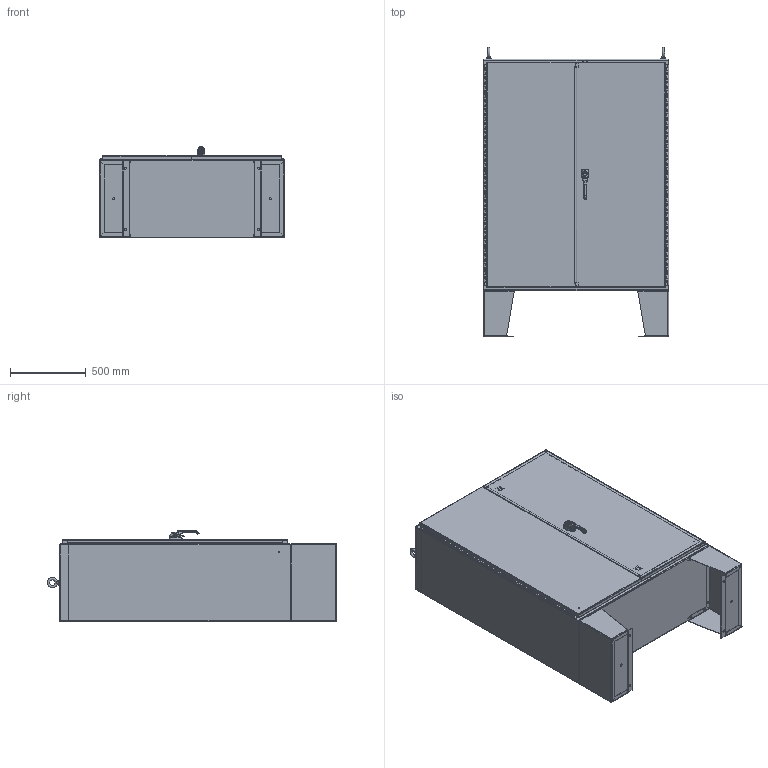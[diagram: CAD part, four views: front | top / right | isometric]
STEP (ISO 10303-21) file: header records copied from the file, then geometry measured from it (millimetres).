
FILE_DESCRIPTION(/* description */ (''),/* implementation_level */ '2;1');
FILE_NAME(/* name */ 'N12604820.stp',/* time_stamp */ '2016-05-30T19:09:39+06:00',/* author */ ('schinnathambi'),/* organization */ (''),/* preprocessor_version */ 'ST-DEVELOPER v16.1',/* originating_system */ 'Autodesk Inventor 2016',/* authorisation */ '');
FILE_SCHEMA (('AUTOMOTIVE_DESIGN { 1 0 10303 214 3 1 1 }'));
Products named in the file (47): HFW3878; 38846; 349132; 3062; 316298; HFW3025; 38625; 38627; N124820BTM; N124820TOP; N12604820BLR; N126048FIP; HFW3121; HFW31233; HFW369101; N1260STRIPGSKT; HFW3524; N1260DPK; N126048LDR; N126048SDR; 3889; HSSN1300W56T; HSSN1300W56L; HSSN1300W56P; HSSN1300W56; HSSN1300W56_1; FK1220LG; FK20B; FK1220; 1091-903_AF0_1; 1091-903_AF0_2; 1091-903_AF0; PLASTIC-ROLLER-CAM_AF1; 7379-M6-8X25_AF0; LOCK-NUT_AF0; PLASTIC-ROLLER-CAM_AF0_ASM; SUPPORT-ROLL_AF0; 1091-BR11_AF0; HFW31712; 37026 ...
Assembly tree (79 placements, depth 5):
  N12604820
    HFW3878  x2
    38846  x4
    349132  x2
    3062  x2
    316298  x2
    HFW3025  x2
    38625  x2
    38627
    N124820BTM
    N124820TOP
    N12604820BLR
    N126048FIP
    HFW3121  x2
    HFW31233  x2
    HFW369101  x4
    N1260STRIPGSKT
    HFW3524  x2
    N1260DPK
    N126048LDR
    N126048SDR
    3889  x8
    HSSN1300W56
      HSSN1300W56T
      HSSN1300W56L
      HSSN1300W56P
    HSSN1300W56_1
      HSSN1300W56T
      HSSN1300W56L
      HSSN1300W56P
    FK1220  x2
      FK1220LG
      FK20B
    LARGE_DOOR_ROD_ASSM-37026
      HFW31712
        1091-903_AF0
          1091-903_AF0_1
          1091-903_AF0_2
        PLASTIC-ROLLER-CAM_AF0_ASM
          PLASTIC-ROLLER-CAM_AF1
          7379-M6-8X25_AF0
          LOCK-NUT_AF0
        SUPPORT-ROLL_AF0
        1091-BR11_AF0
      37026  x2
      3021WIE  x2
      HFW3762  x4
      31215  x2
      3862  x2
    HFW32450
Bounding box: 1222.38 x 1911.27 x 599.52 mm (x, y, z)
Volume: 23354440.1 mm3; surface area: 17308881.1 mm2
Topology: 72 solids, 1553 shells, 3781 faces, 12632 edges, 10474 vertices
Faces by surface type: plane 1756, cylinder 1277, torus 266, bspline 246, cone 145, sphere 91
Full cylindrical faces by diameter (mm): 3.9 x1, 4.2 x2, 4.5 x2, 4.762 x2, 5 x3, 5.08 x4, 5.69 x4, 6 x1, 6.128 x2, 6.172 x2, 6.337 x6, 6.35 x12, 6.41 x2, 7.023 x16, 7.112 x3, 7.144 x2, 7.938 x2, 8 x1, 8.2 x1, 8.382 x16, 8.56 x4, 9.525 x12, 10.16 x4, 12.7 x2, 13 x1, 13.2 x1, 14.287 x20, 15 x1, 15.875 x8, 16.307 x2
Entity records: 162803 total; most frequent: CARTESIAN_POINT 71930, DIRECTION 17083, ORIENTED_EDGE 13075, EDGE_CURVE 9901, VERTEX_POINT 8809, AXIS2_PLACEMENT_3D 6064, LINE 4955, VECTOR 4955
